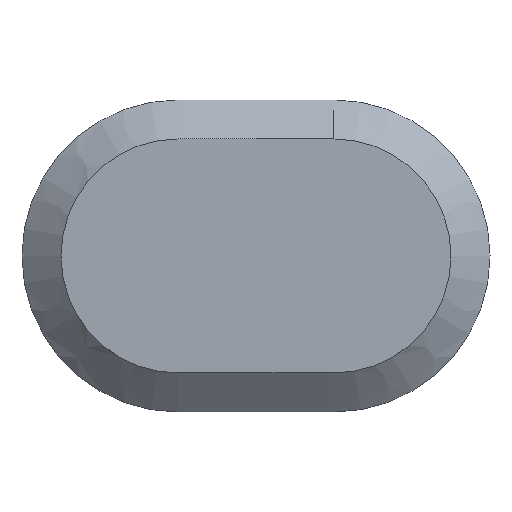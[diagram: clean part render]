
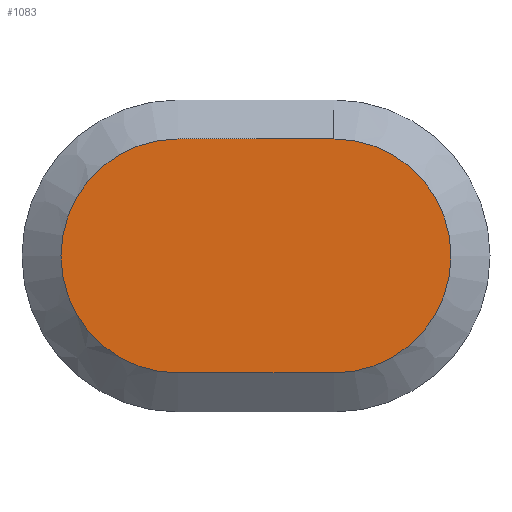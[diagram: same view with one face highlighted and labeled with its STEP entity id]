
A CAD part, top view. The second image highlights one B-rep face of the part: STEP entity #1083.
In plain terms, the highlighted planar face has unit normal (0, 0, 1).
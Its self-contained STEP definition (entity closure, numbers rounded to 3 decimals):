
#13 = VERTEX_POINT ( 'NONE', #2735 ) ;
#54 = VERTEX_POINT ( 'NONE', #2300 ) ;
#178 = EDGE_CURVE ( 'NONE', #1544, #13, #2875, .T. ) ;
#204 = VECTOR ( 'NONE', #1794, 1000. ) ;
#332 = CARTESIAN_POINT ( 'NONE',  ( 0., -5., 4. ) ) ;
#436 = AXIS2_PLACEMENT_3D ( 'NONE', #2490, #878, #675 ) ;
#439 = ORIENTED_EDGE ( 'NONE', *, *, #2306, .T. ) ;
#459 = EDGE_CURVE ( 'NONE', #1636, #1544, #1426, .T. ) ;
#643 = LINE ( 'NONE', #979, #1398 ) ;
#675 = DIRECTION ( 'NONE',  ( 1., 0., 0. ) ) ;
#688 = ORIENTED_EDGE ( 'NONE', *, *, #1442, .T. ) ;
#721 = ORIENTED_EDGE ( 'NONE', *, *, #459, .T. ) ;
#736 = VECTOR ( 'NONE', #1186, 1000. ) ;
#878 = DIRECTION ( 'NONE',  ( 0., 0., 1. ) ) ;
#979 = CARTESIAN_POINT ( 'NONE',  ( -10., -35., 4. ) ) ;
#1008 = EDGE_LOOP ( 'NONE', ( #1890, #688, #439, #721, #1301 ) ) ;
#1060 = DIRECTION ( 'NONE',  ( 0., 0., 1. ) ) ;
#1079 = CARTESIAN_POINT ( 'NONE',  ( 10., -5., 4. ) ) ;
#1083 = ADVANCED_FACE ( 'NONE', ( #2605 ), #2930, .T. ) ;
#1180 = CIRCLE ( 'NONE', #2653, 15. ) ;
#1186 = DIRECTION ( 'NONE',  ( -1., 0., 0. ) ) ;
#1283 = CARTESIAN_POINT ( 'NONE',  ( 10., -20., 4. ) ) ;
#1301 = ORIENTED_EDGE ( 'NONE', *, *, #178, .T. ) ;
#1398 = VECTOR ( 'NONE', #2564, 1000. ) ;
#1426 = LINE ( 'NONE', #332, #736 ) ;
#1442 = EDGE_CURVE ( 'NONE', #2110, #54, #643, .T. ) ;
#1544 = VERTEX_POINT ( 'NONE', #2858 ) ;
#1553 = DIRECTION ( 'NONE',  ( 1., 0., 0. ) ) ;
#1636 = VERTEX_POINT ( 'NONE', #1079 ) ;
#1794 = DIRECTION ( 'NONE',  ( -1., 0., 0. ) ) ;
#1890 = ORIENTED_EDGE ( 'NONE', *, *, #2821, .T. ) ;
#2003 = AXIS2_PLACEMENT_3D ( 'NONE', #2442, #1060, #2668 ) ;
#2110 = VERTEX_POINT ( 'NONE', #2594 ) ;
#2238 = CIRCLE ( 'NONE', #2003, 15. ) ;
#2248 = CARTESIAN_POINT ( 'NONE',  ( 0., -5., 4. ) ) ;
#2300 = CARTESIAN_POINT ( 'NONE',  ( 10., -35., 4. ) ) ;
#2306 = EDGE_CURVE ( 'NONE', #54, #1636, #1180, .T. ) ;
#2442 = CARTESIAN_POINT ( 'NONE',  ( -10., -20., 4. ) ) ;
#2490 = CARTESIAN_POINT ( 'NONE',  ( -10., -20., 4. ) ) ;
#2564 = DIRECTION ( 'NONE',  ( 1., 0., 0. ) ) ;
#2594 = CARTESIAN_POINT ( 'NONE',  ( -10., -35., 4. ) ) ;
#2605 = FACE_OUTER_BOUND ( 'NONE', #1008, .T. ) ;
#2653 = AXIS2_PLACEMENT_3D ( 'NONE', #1283, #2909, #1553 ) ;
#2668 = DIRECTION ( 'NONE',  ( 1., 0., 0. ) ) ;
#2735 = CARTESIAN_POINT ( 'NONE',  ( -10., -5., 4. ) ) ;
#2821 = EDGE_CURVE ( 'NONE', #13, #2110, #2238, .T. ) ;
#2858 = CARTESIAN_POINT ( 'NONE',  ( 0., -5., 4. ) ) ;
#2875 = LINE ( 'NONE', #2248, #204 ) ;
#2909 = DIRECTION ( 'NONE',  ( 0., 0., 1. ) ) ;
#2930 = PLANE ( 'NONE',  #436 ) ;
